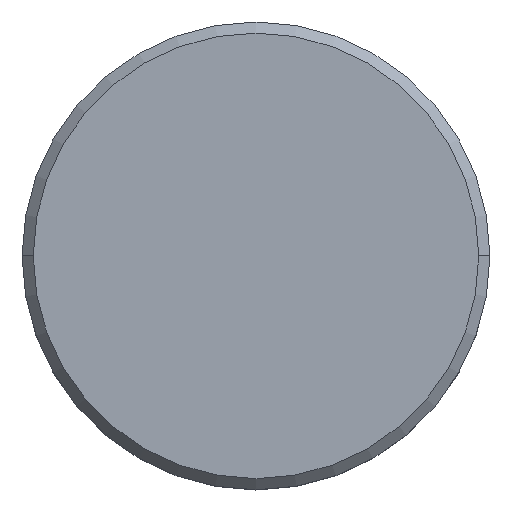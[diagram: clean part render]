
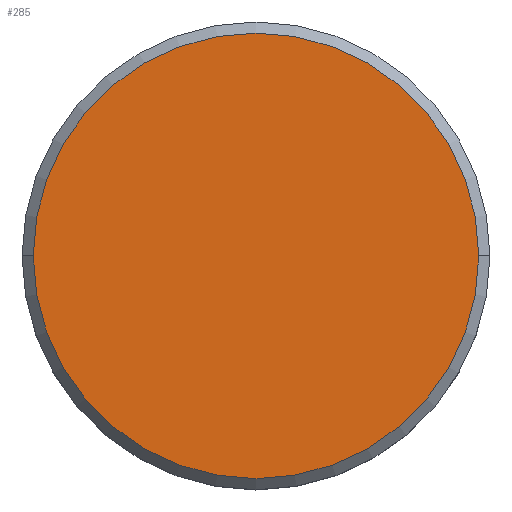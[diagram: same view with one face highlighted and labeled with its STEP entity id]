
A CAD part, top view. The second image highlights one B-rep face of the part: STEP entity #285.
In plain terms, the highlighted planar face has unit normal (0, 0, 1).
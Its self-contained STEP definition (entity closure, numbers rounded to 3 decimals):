
#46 = DIRECTION ( 'NONE',  ( 0., 0., 1. ) ) ;
#57 = DIRECTION ( 'NONE',  ( 1., 0., 0. ) ) ;
#66 = CARTESIAN_POINT ( 'NONE',  ( -10., 0., 0. ) ) ;
#78 = CARTESIAN_POINT ( 'NONE',  ( 10., 0., 0. ) ) ;
#85 = PLANE ( 'NONE',  #427 ) ;
#93 = DIRECTION ( 'NONE',  ( 1., 0., 0. ) ) ;
#95 = VERTEX_POINT ( 'NONE', #78 ) ;
#100 = EDGE_CURVE ( 'NONE', #95, #344, #454, .T. ) ;
#153 = CARTESIAN_POINT ( 'NONE',  ( 0., 0., 0. ) ) ;
#175 = CIRCLE ( 'NONE', #185, 10. ) ;
#185 = AXIS2_PLACEMENT_3D ( 'NONE', #153, #384, #57 ) ;
#256 = DIRECTION ( 'NONE',  ( 0., 0., 1. ) ) ;
#285 = ADVANCED_FACE ( 'NONE', ( #415 ), #85, .T. ) ;
#314 = EDGE_LOOP ( 'NONE', ( #512, #419 ) ) ;
#341 = EDGE_CURVE ( 'NONE', #344, #95, #175, .T. ) ;
#344 = VERTEX_POINT ( 'NONE', #66 ) ;
#384 = DIRECTION ( 'NONE',  ( 0., 0., 1. ) ) ;
#415 = FACE_OUTER_BOUND ( 'NONE', #314, .T. ) ;
#419 = ORIENTED_EDGE ( 'NONE', *, *, #100, .T. ) ;
#427 = AXIS2_PLACEMENT_3D ( 'NONE', #595, #46, #93 ) ;
#454 = CIRCLE ( 'NONE', #527, 10. ) ;
#485 = CARTESIAN_POINT ( 'NONE',  ( 0., 0., 0. ) ) ;
#512 = ORIENTED_EDGE ( 'NONE', *, *, #341, .T. ) ;
#527 = AXIS2_PLACEMENT_3D ( 'NONE', #485, #256, #582 ) ;
#582 = DIRECTION ( 'NONE',  ( 1., 0., 0. ) ) ;
#595 = CARTESIAN_POINT ( 'NONE',  ( 0., 0., 0. ) ) ;
